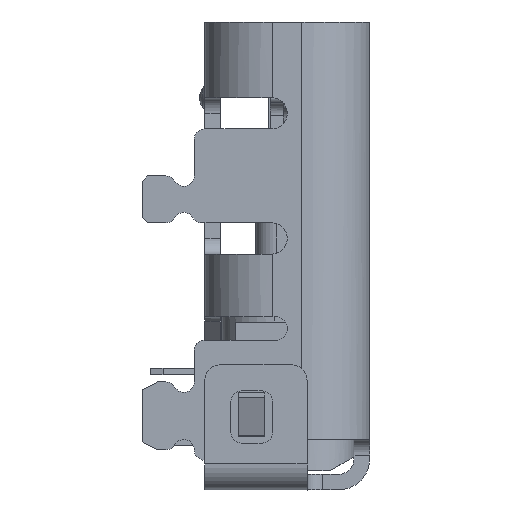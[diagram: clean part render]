
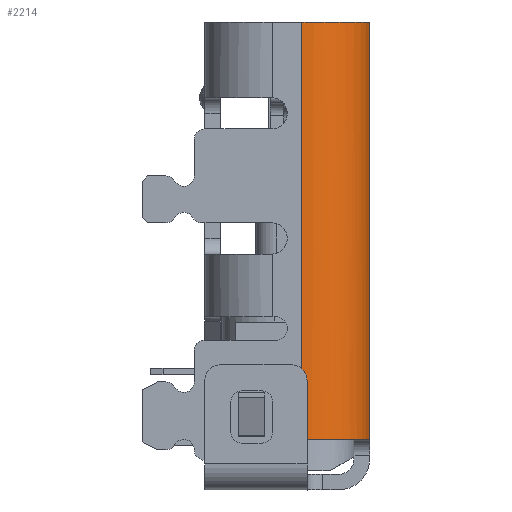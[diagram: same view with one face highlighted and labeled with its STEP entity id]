
A CAD part, left-side view. The second image highlights one B-rep face of the part: STEP entity #2214.
In plain terms, the highlighted cylindrical face has radius 1.3 mm (diameter 2.6 mm), a partial arc.
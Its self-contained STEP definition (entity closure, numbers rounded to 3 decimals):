
#2214 = ADVANCED_FACE( '', ( #3994 ), #3995, .T. );
#3994 = FACE_OUTER_BOUND( '', #6251, .T. );
#3995 = CYLINDRICAL_SURFACE( '', #6252, 1.3 );
#6251 = EDGE_LOOP( '', ( #12461, #12462, #12463, #12464 ) );
#6252 = AXIS2_PLACEMENT_3D( '', #12465, #12466, #12467 );
#12461 = ORIENTED_EDGE( '', *, *, #16673, .F. );
#12462 = ORIENTED_EDGE( '', *, *, #16317, .T. );
#12463 = ORIENTED_EDGE( '', *, *, #17769, .F. );
#12464 = ORIENTED_EDGE( '', *, *, #16077, .T. );
#12465 = CARTESIAN_POINT( '', ( -3.175, -0.866, 4.485 ) );
#12466 = DIRECTION( '', ( 0., 0., -1. ) );
#12467 = DIRECTION( '', ( 0.707, 0.707, 0. ) );
#16077 = EDGE_CURVE( '', #19484, #19485, #19486, .T. );
#16317 = EDGE_CURVE( '', #19923, #19921, #19924, .T. );
#16673 = EDGE_CURVE( '', #19923, #19485, #20557, .T. );
#17769 = EDGE_CURVE( '', #19484, #19921, #22267, .T. );
#19484 = VERTEX_POINT( '', #24959 );
#19485 = VERTEX_POINT( '', #24960 );
#19486 = LINE( '', #24961, #24962 );
#19921 = VERTEX_POINT( '', #25657 );
#19923 = VERTEX_POINT( '', #25659 );
#19924 = B_SPLINE_CURVE_WITH_KNOTS( '', 3, ( #25660, #25661, #25662, #25663, #25664, #25665 ), .UNSPECIFIED., .F., .F., ( 4, 1, 1, 4 ), ( 0., 0.333, 0.667, 1. ), .UNSPECIFIED. );
#20557 = CIRCLE( '', #26643, 1.3 );
#22267 = CIRCLE( '', #29403, 1.3 );
#24959 = CARTESIAN_POINT( '', ( -3.175, -2.166, -3.515 ) );
#24960 = CARTESIAN_POINT( '', ( -3.175, -2.166, 4.485 ) );
#24961 = CARTESIAN_POINT( '', ( -3.175, -2.166, -3.515 ) );
#24962 = VECTOR( '', #30870, 1000. );
#25657 = CARTESIAN_POINT( '', ( -4.475, -0.859, -3.515 ) );
#25659 = CARTESIAN_POINT( '', ( -4.475, -0.866, 4.485 ) );
#25660 = CARTESIAN_POINT( '', ( -4.475, -0.866, 4.485 ) );
#25661 = CARTESIAN_POINT( '', ( -4.475, -0.866, 3.596 ) );
#25662 = CARTESIAN_POINT( '', ( -4.475, -0.864, 1.818 ) );
#25663 = CARTESIAN_POINT( '', ( -4.475, -0.862, -0.848 ) );
#25664 = CARTESIAN_POINT( '', ( -4.475, -0.86, -2.626 ) );
#25665 = CARTESIAN_POINT( '', ( -4.475, -0.859, -3.515 ) );
#26643 = AXIS2_PLACEMENT_3D( '', #31607, #31608, #31609 );
#29403 = AXIS2_PLACEMENT_3D( '', #33083, #33084, #33085 );
#30870 = DIRECTION( '', ( 0., 0., 1. ) );
#31607 = CARTESIAN_POINT( '', ( -3.175, -0.866, 4.485 ) );
#31608 = DIRECTION( '', ( 0., 0., 1. ) );
#31609 = DIRECTION( '', ( -1., 0., 0. ) );
#33083 = CARTESIAN_POINT( '', ( -3.175, -0.866, -3.515 ) );
#33084 = DIRECTION( '', ( 0., 0., -1. ) );
#33085 = DIRECTION( '', ( 0., -1., 0. ) );
